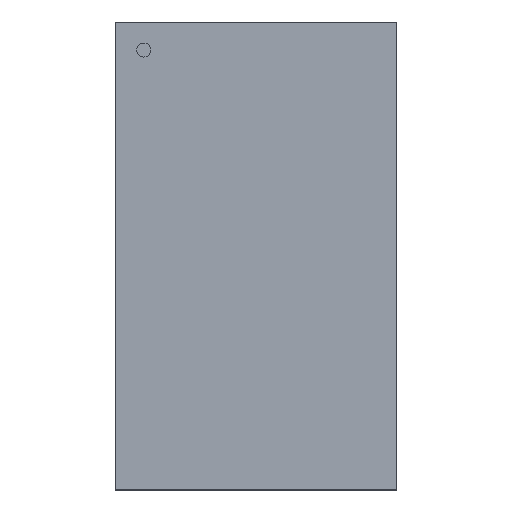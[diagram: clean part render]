
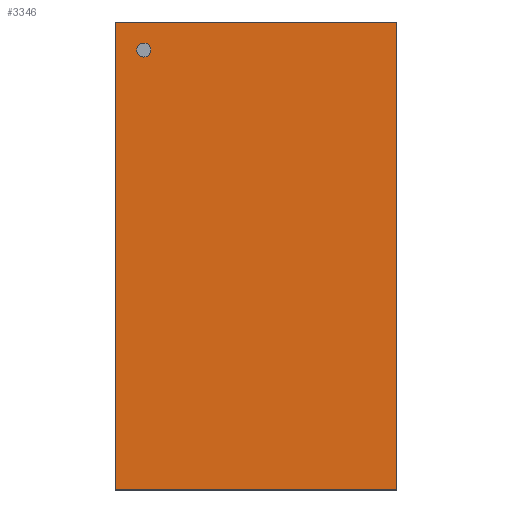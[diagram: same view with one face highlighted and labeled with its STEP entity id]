
A CAD part, top view. The second image highlights one B-rep face of the part: STEP entity #3346.
In plain terms, the highlighted planar face has unit normal (0, 0, 1).
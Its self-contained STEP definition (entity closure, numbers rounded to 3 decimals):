
#3225 = VERTEX_POINT('',#3226);
#3226 = CARTESIAN_POINT('',(4.5,-7.5,5.21));
#3232 = EDGE_CURVE('',#3233,#3225,#3235,.T.);
#3233 = VERTEX_POINT('',#3234);
#3234 = CARTESIAN_POINT('',(-4.5,-7.5,5.21));
#3235 = LINE('',#3236,#3237);
#3236 = CARTESIAN_POINT('',(-4.5,-7.5,5.21));
#3237 = VECTOR('',#3238,1.);
#3238 = DIRECTION('',(1.,0.,0.));
#3263 = VERTEX_POINT('',#3264);
#3264 = CARTESIAN_POINT('',(4.5,7.5,5.21));
#3270 = EDGE_CURVE('',#3225,#3263,#3271,.T.);
#3271 = LINE('',#3272,#3273);
#3272 = CARTESIAN_POINT('',(4.5,-7.5,5.21));
#3273 = VECTOR('',#3274,1.);
#3274 = DIRECTION('',(0.,1.,0.));
#3294 = VERTEX_POINT('',#3295);
#3295 = CARTESIAN_POINT('',(-4.5,7.5,5.21));
#3301 = EDGE_CURVE('',#3263,#3294,#3302,.T.);
#3302 = LINE('',#3303,#3304);
#3303 = CARTESIAN_POINT('',(4.5,7.5,5.21));
#3304 = VECTOR('',#3305,1.);
#3305 = DIRECTION('',(-1.,0.,0.));
#3323 = EDGE_CURVE('',#3294,#3233,#3324,.T.);
#3324 = LINE('',#3325,#3326);
#3325 = CARTESIAN_POINT('',(-4.5,7.5,5.21));
#3326 = VECTOR('',#3327,1.);
#3327 = DIRECTION('',(0.,-1.,0.));
#3346 = ADVANCED_FACE('',(#3347),#3353,.T.);
#3347 = FACE_BOUND('',#3348,.T.);
#3348 = EDGE_LOOP('',(#3349,#3350,#3351,#3352));
#3349 = ORIENTED_EDGE('',*,*,#3232,.T.);
#3350 = ORIENTED_EDGE('',*,*,#3270,.T.);
#3351 = ORIENTED_EDGE('',*,*,#3301,.T.);
#3352 = ORIENTED_EDGE('',*,*,#3323,.T.);
#3353 = PLANE('',#3354);
#3354 = AXIS2_PLACEMENT_3D('',#3355,#3356,#3357);
#3355 = CARTESIAN_POINT('',(-4.5,-7.5,5.21));
#3356 = DIRECTION('',(0.,0.,1.));
#3357 = DIRECTION('',(0.,1.,0.));
